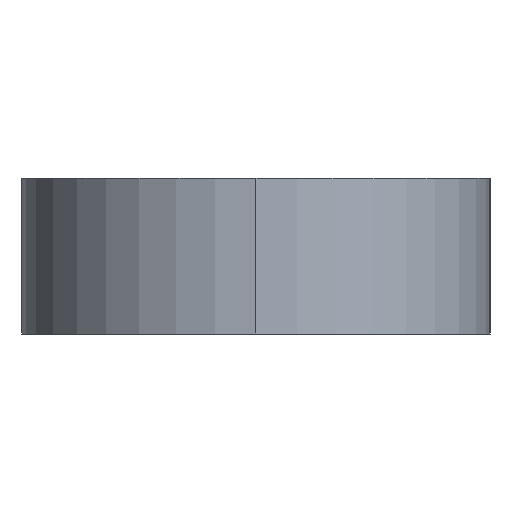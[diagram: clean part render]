
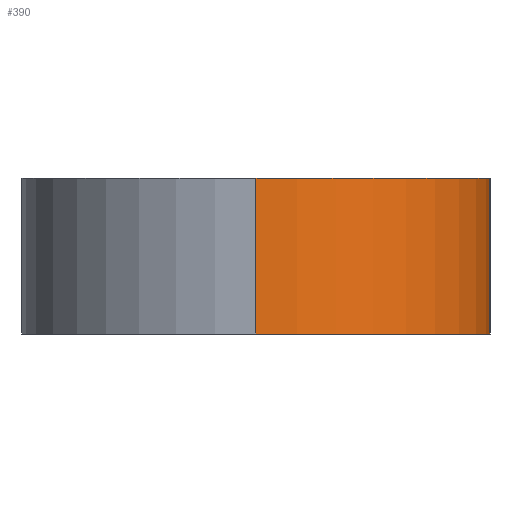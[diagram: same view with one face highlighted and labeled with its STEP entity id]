
A CAD part, left-side view. The second image highlights one B-rep face of the part: STEP entity #390.
In plain terms, the highlighted cylindrical face has radius 19.05 mm (diameter 38.1 mm), a partial arc.
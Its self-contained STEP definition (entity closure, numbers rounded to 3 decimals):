
#349=CARTESIAN_POINT('POINT25',(-127.,0.,
   12.7));
#350=VERTEX_POINT('VERTEX25',#349);
#351=CARTESIAN_POINT('POINT26',(-127.,0.,
   0.));
#352=VERTEX_POINT('VERTEX26',#351);
#353=CARTESIAN_POINT('POS40',(-127.,0.,0.)
   );
#354=DIRECTION('DIR70',(0.,0.,-1.));
#355=VECTOR('VEC10',#354,1.);
#356=LINE('STRAIGHT10',#353,#355);
#357=EDGE_CURVE('EDGE32',#350,#352,#356,.T.);
#358=ORIENTED_EDGE('COEDGE45',*,*,#357,.T.);
#359=CARTESIAN_POINT('POINT27',(-107.95,-19.05,0.));
#360=VERTEX_POINT('VERTEX27',#359);
#361=CARTESIAN_POINT('POS41',(-107.95,0.,0.));
#362=DIRECTION('DIR71',(0.,0.,1.));
#363=DIRECTION('DIR72',(0.,1.,0.));
#364=AXIS2_PLACEMENT_3D('AXIS31',#361,#362,#363);
#365=CIRCLE('ELLIPSE21',#364,19.05);
#366=EDGE_CURVE('EDGE33',#352,#360,#365,.T.);
#367=ORIENTED_EDGE('COEDGE46',*,*,#366,.T.);
#368=CARTESIAN_POINT('POINT28',(-107.95,-19.05,12.7));
#369=VERTEX_POINT('VERTEX28',#368);
#370=CARTESIAN_POINT('POS42',(-107.95,-19.05,0.));
#371=DIRECTION('DIR73',(0.,0.,1.));
#372=VECTOR('VEC11',#371,25.4);
#373=LINE('STRAIGHT11',#370,#372);
#374=EDGE_CURVE('EDGE34',#360,#369,#373,.T.);
#375=ORIENTED_EDGE('COEDGE47',*,*,#374,.T.);
#376=CARTESIAN_POINT('POS43',(-107.95,0.,12.7));
#377=DIRECTION('DIR74',(0.,0.,1.));
#378=DIRECTION('DIR75',(0.,1.,0.));
#379=AXIS2_PLACEMENT_3D('AXIS32',#376,#377,#378);
#380=CIRCLE('ELLIPSE22',#379,19.05);
#381=EDGE_CURVE('EDGE35',#350,#369,#380,.T.);
#382=ORIENTED_EDGE('COEDGE48',*,*,#381,.F.);
#383=EDGE_LOOP('NONE',(#358,#367,#375,#382));
#384=FACE_BOUND('LOOP1',#383,.T.);
#385=CARTESIAN_POINT('POS44',(-107.95,0.,0.));
#386=DIRECTION('DIR76',(0.,0.,1.));
#387=DIRECTION('DIR77',(1.,0.,0.));
#388=AXIS2_PLACEMENT_3D('AXIS33',#385,#386,#387);
#389=CYLINDRICAL_SURFACE('CONE_SURF8',#388,19.05);
#390=ADVANCED_FACE('FACE12',(#384),#389,.T.);
